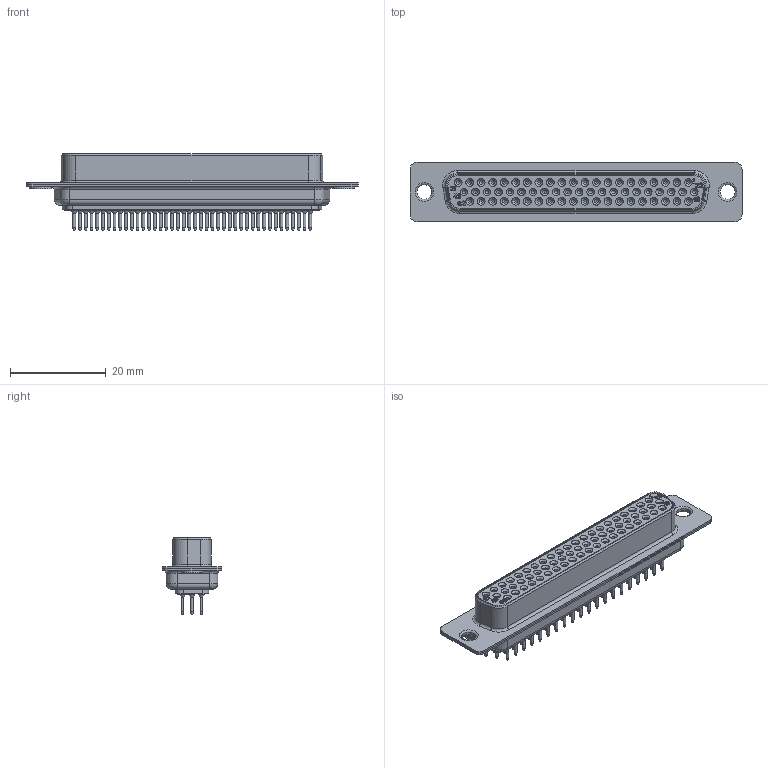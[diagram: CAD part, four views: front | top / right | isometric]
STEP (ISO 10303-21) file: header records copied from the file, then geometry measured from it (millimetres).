
FILE_DESCRIPTION(/* description */ ('H37'),/* implementation_level */ '2;1');
FILE_NAME(/* name */ 'K060805.stp',/* time_stamp */ '2017-05-02T10:10:52+02:00',/* author */ ('M. Rickli'),/* organization */ (''),/* preprocessor_version */ 'ST-DEVELOPER v15.6',/* originating_system */ 'Autodesk Inventor 2015',/* authorisation */ '');
FILE_SCHEMA (('AUTOMOTIVE_DESIGN { 1 0 10303 214 3 1 1 }'));
Length unit declared in the file: millimetre
Products named in the file (5): R+B00159_BG; N00679_China_BG; R+B00488_BG; R+B00947_BG; K060805
Assembly tree (65 placements, depth 2):
  K060805
    R+B00159_BG
    N00679_China_BG
    R+B00488_BG
    R+B00947_BG  x62
Bounding box: 69.5 x 12.4 x 16.1 mm (x, y, z)
Volume: 5424.1 mm3; surface area: 14715.7 mm2
Topology: 65 solids, 127 shells, 2246 faces, 4862 edges, 3092 vertices
Faces by surface type: plane 1158, cylinder 702, cone 314, bspline 48, torus 24
Full cylindrical faces by diameter (mm): 0.6 x62, 0.8 x62, 0.88 x62, 1.24 x62, 1.26 x62, 1.28 x62, 1.4 x124, 1.6 x124, 3.1 x2, 3.9 x2, 4.06 x2, 4.6 x2
Entity records: 30924 total; most frequent: CARTESIAN_POINT 10019, DIRECTION 4474, ORIENTED_EDGE 3324, AXIS2_PLACEMENT_3D 1900, EDGE_LOOP 1839, EDGE_CURVE 1600, VERTEX_POINT 1259, FACE_OUTER_BOUND 1026
